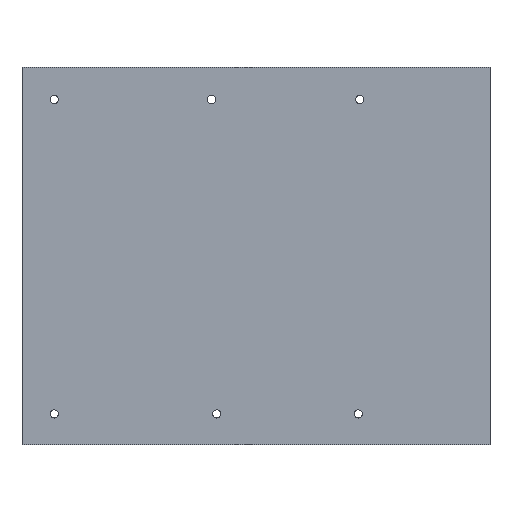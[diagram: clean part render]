
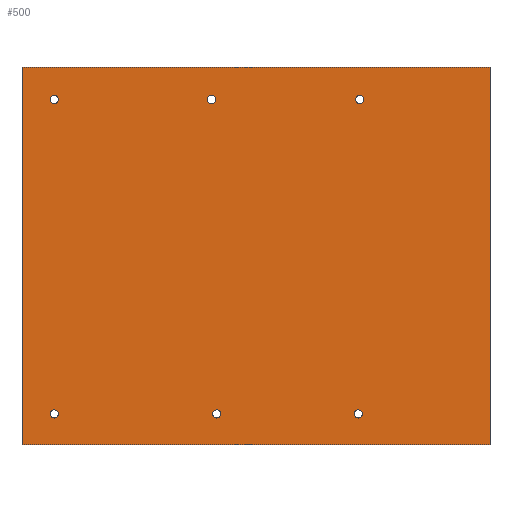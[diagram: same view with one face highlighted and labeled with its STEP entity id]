
A CAD part, front view. The second image highlights one B-rep face of the part: STEP entity #500.
In plain terms, the highlighted planar face has unit normal (0, -1, 0).
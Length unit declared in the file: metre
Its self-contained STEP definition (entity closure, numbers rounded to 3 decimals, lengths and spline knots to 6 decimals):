
#30=CIRCLE('',#552,0.001);
#31=CIRCLE('',#553,0.001);
#32=CIRCLE('',#554,0.001);
#33=CIRCLE('',#555,0.001);
#34=CIRCLE('',#556,0.001);
#35=CIRCLE('',#557,0.001);
#102=ORIENTED_EDGE('',*,*,#208,.T.);
#103=ORIENTED_EDGE('',*,*,#209,.T.);
#104=ORIENTED_EDGE('',*,*,#210,.T.);
#105=ORIENTED_EDGE('',*,*,#211,.T.);
#106=ORIENTED_EDGE('',*,*,#212,.T.);
#107=ORIENTED_EDGE('',*,*,#213,.T.);
#108=ORIENTED_EDGE('',*,*,#170,.T.);
#109=ORIENTED_EDGE('',*,*,#174,.F.);
#110=ORIENTED_EDGE('',*,*,#199,.T.);
#111=ORIENTED_EDGE('',*,*,#178,.T.);
#170=EDGE_CURVE('',#231,#230,#278,.T.);
#174=EDGE_CURVE('',#233,#230,#282,.T.);
#178=EDGE_CURVE('',#237,#231,#286,.T.);
#199=EDGE_CURVE('',#233,#237,#307,.T.);
#208=EDGE_CURVE('',#258,#258,#30,.F.);
#209=EDGE_CURVE('',#259,#259,#31,.F.);
#210=EDGE_CURVE('',#260,#260,#32,.F.);
#211=EDGE_CURVE('',#261,#261,#33,.F.);
#212=EDGE_CURVE('',#262,#262,#34,.F.);
#213=EDGE_CURVE('',#263,#263,#35,.F.);
#230=VERTEX_POINT('',#749);
#231=VERTEX_POINT('',#751);
#233=VERTEX_POINT('',#757);
#237=VERTEX_POINT('',#767);
#258=VERTEX_POINT('',#824);
#259=VERTEX_POINT('',#826);
#260=VERTEX_POINT('',#828);
#261=VERTEX_POINT('',#830);
#262=VERTEX_POINT('',#832);
#263=VERTEX_POINT('',#834);
#278=LINE('',#750,#314);
#282=LINE('',#758,#318);
#286=LINE('',#766,#322);
#307=LINE('',#806,#343);
#314=VECTOR('',#599,1.);
#318=VECTOR('',#605,1.);
#322=VECTOR('',#611,1.);
#343=VECTOR('',#640,1.);
#362=EDGE_LOOP('',(#102));
#363=EDGE_LOOP('',(#103));
#364=EDGE_LOOP('',(#104));
#365=EDGE_LOOP('',(#105));
#366=EDGE_LOOP('',(#106));
#367=EDGE_LOOP('',(#107));
#368=EDGE_LOOP('',(#108,#109,#110,#111));
#424=FACE_BOUND('',#362,.T.);
#425=FACE_BOUND('',#363,.T.);
#426=FACE_BOUND('',#364,.T.);
#427=FACE_BOUND('',#365,.T.);
#428=FACE_BOUND('',#366,.T.);
#429=FACE_BOUND('',#367,.T.);
#430=FACE_BOUND('',#368,.T.);
#480=PLANE('',#551);
#500=ADVANCED_FACE('',(#424,#425,#426,#427,#428,#429,#430),#480,.T.);
#551=AXIS2_PLACEMENT_3D('',#822,#657,#658);
#552=AXIS2_PLACEMENT_3D('',#823,#659,#660);
#553=AXIS2_PLACEMENT_3D('',#825,#661,#662);
#554=AXIS2_PLACEMENT_3D('',#827,#663,#664);
#555=AXIS2_PLACEMENT_3D('',#829,#665,#666);
#556=AXIS2_PLACEMENT_3D('',#831,#667,#668);
#557=AXIS2_PLACEMENT_3D('',#833,#669,#670);
#599=DIRECTION('',(0.,0.,1.));
#605=DIRECTION('',(1.,0.,0.));
#611=DIRECTION('',(1.,0.,0.));
#640=DIRECTION('',(0.,0.,-1.));
#657=DIRECTION('',(0.,-1.,0.));
#658=DIRECTION('',(1.,0.,0.));
#659=DIRECTION('',(0.,-1.,0.));
#660=DIRECTION('',(-1.,0.,0.));
#661=DIRECTION('',(0.,-1.,0.));
#662=DIRECTION('',(-1.,0.,0.));
#663=DIRECTION('',(0.,-1.,0.));
#664=DIRECTION('',(-1.,0.,0.));
#665=DIRECTION('',(0.,-1.,0.));
#666=DIRECTION('',(-1.,0.,0.));
#667=DIRECTION('',(0.,-1.,0.));
#668=DIRECTION('',(-1.,0.,0.));
#669=DIRECTION('',(0.,-1.,0.));
#670=DIRECTION('',(-1.,0.,0.));
#749=CARTESIAN_POINT('',(0.12717,-0.00758,-0.01759));
#750=CARTESIAN_POINT('',(0.12717,-0.00758,-0.10708));
#751=CARTESIAN_POINT('',(0.12717,-0.00758,-0.10908));
#757=CARTESIAN_POINT('',(0.01378,-0.00758,-0.01759));
#758=CARTESIAN_POINT('',(0.12517,-0.00758,-0.01759));
#766=CARTESIAN_POINT('',(0.12517,-0.00758,-0.10908));
#767=CARTESIAN_POINT('',(0.01378,-0.00758,-0.10908));
#806=CARTESIAN_POINT('',(0.01378,-0.00758,-0.01959));
#822=CARTESIAN_POINT('',(0.070475,-0.00758,-0.063335));
#823=CARTESIAN_POINT('',(0.09525,-0.00758,-0.1016));
#824=CARTESIAN_POINT('',(0.09425,-0.00758,-0.1016));
#825=CARTESIAN_POINT('',(0.06096,-0.00758,-0.1016));
#826=CARTESIAN_POINT('',(0.05996,-0.00758,-0.1016));
#827=CARTESIAN_POINT('',(0.02159,-0.00758,-0.1016));
#828=CARTESIAN_POINT('',(0.02059,-0.00758,-0.1016));
#829=CARTESIAN_POINT('',(0.02159,-0.00758,-0.0254));
#830=CARTESIAN_POINT('',(0.02059,-0.00758,-0.0254));
#831=CARTESIAN_POINT('',(0.05969,-0.00758,-0.0254));
#832=CARTESIAN_POINT('',(0.05869,-0.00758,-0.0254));
#833=CARTESIAN_POINT('',(0.095593,-0.00758,-0.0254));
#834=CARTESIAN_POINT('',(0.094593,-0.00758,-0.0254));
